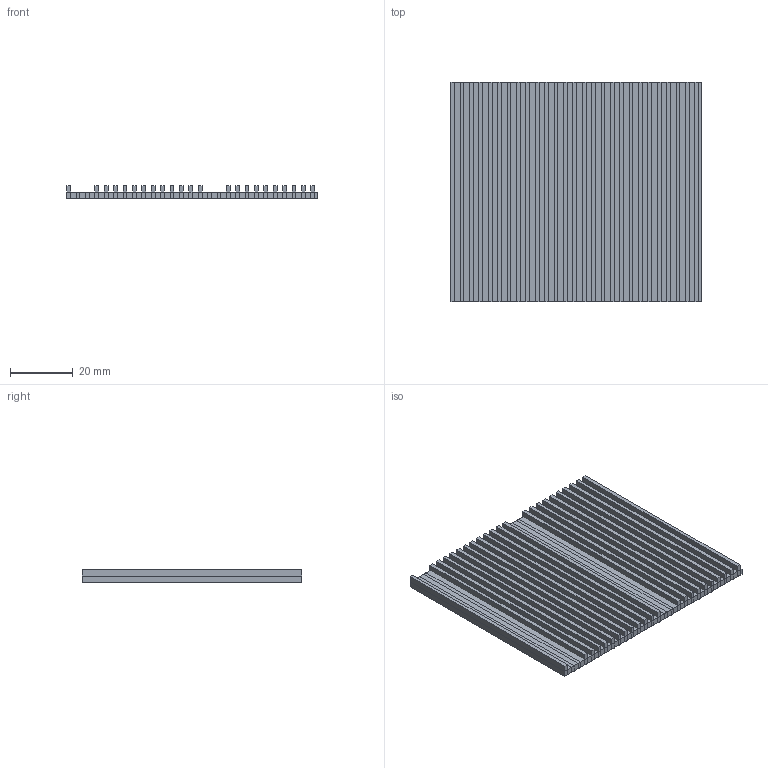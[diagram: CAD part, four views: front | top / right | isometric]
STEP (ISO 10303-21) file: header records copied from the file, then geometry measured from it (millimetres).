
FILE_DESCRIPTION(('FreeCAD Model'),'2;1');
FILE_NAME('Video_card_radiator.step','2019-07-09T17:23:33',('Author'),(''), 'Open CASCADE STEP processor 7.3','FreeCAD','Unknown');
FILE_SCHEMA(('AUTOMOTIVE_DESIGN { 1 0 10303 214 1 1 1 1 }'));
Length unit declared in the file: millimetre
Products named in the file (2): Body; Cut001
Bounding box: 80 x 70 x 4 mm (x, y, z)
Volume: 19600 mm3; surface area: 30576 mm2
Topology: 28 solids, 28 shells, 168 faces, 336 edges, 224 vertices
Faces by surface type: plane 168
Entity records: 9729 total; most frequent: CARTESIAN_POINT 1413, DIRECTION 1334, LINE 996, VECTOR 996, ORIENTED_EDGE 672, PCURVE 672, DEFINITIONAL_REPRESENTATION 672, EDGE_CURVE 336
